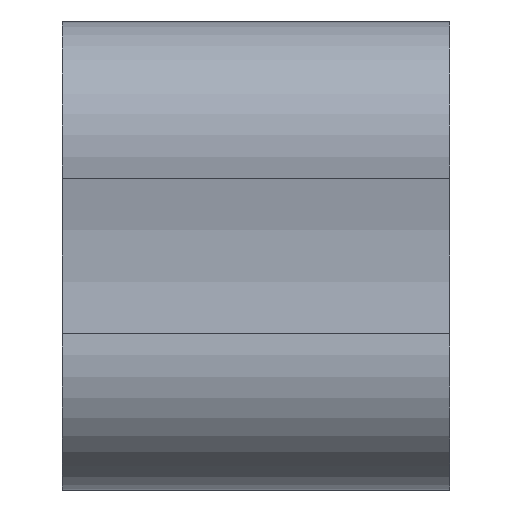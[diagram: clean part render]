
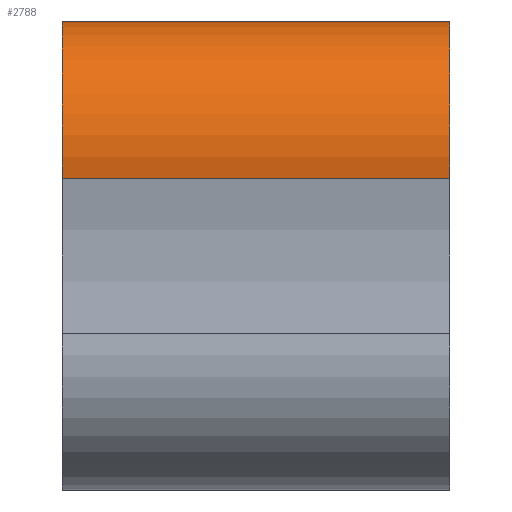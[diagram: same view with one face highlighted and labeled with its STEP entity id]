
A CAD part, left-side view. The second image highlights one B-rep face of the part: STEP entity #2788.
In plain terms, the highlighted cylindrical face has radius 13.543 mm (diameter 27.085 mm), a partial arc.
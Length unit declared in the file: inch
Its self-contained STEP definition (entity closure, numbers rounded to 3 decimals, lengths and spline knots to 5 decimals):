
#272=FACE_OUTER_BOUND('',#538,.T.);
#538=EDGE_LOOP('',(#2381,#2382,#2383,#2384));
#674=LINE('',#4848,#806);
#675=LINE('',#4854,#807);
#806=VECTOR('',#4025,0.3937);
#807=VECTOR('',#4032,0.3937);
#1051=CIRCLE('',#3167,0.53317);
#1052=CIRCLE('',#3168,0.53317);
#1314=VERTEX_POINT('',#4842);
#1316=VERTEX_POINT('',#4846);
#1317=VERTEX_POINT('',#4850);
#1318=VERTEX_POINT('',#4852);
#1692=EDGE_CURVE('',#1314,#1316,#674,.T.);
#1693=EDGE_CURVE('',#1317,#1314,#1051,.T.);
#1694=EDGE_CURVE('',#1318,#1316,#1052,.T.);
#1695=EDGE_CURVE('',#1317,#1318,#675,.T.);
#2381=ORIENTED_EDGE('',*,*,#1693,.T.);
#2382=ORIENTED_EDGE('',*,*,#1692,.T.);
#2383=ORIENTED_EDGE('',*,*,#1694,.F.);
#2384=ORIENTED_EDGE('',*,*,#1695,.F.);
#2654=CYLINDRICAL_SURFACE('',#3166,0.53317);
#2788=ADVANCED_FACE('',(#272),#2654,.T.);
#3166=AXIS2_PLACEMENT_3D('',#4849,#4026,#4027);
#3167=AXIS2_PLACEMENT_3D('',#4851,#4028,#4029);
#3168=AXIS2_PLACEMENT_3D('',#4853,#4030,#4031);
#4025=DIRECTION('',(0.,1.,0.));
#4026=DIRECTION('center_axis',(0.,1.,0.));
#4027=DIRECTION('ref_axis',(-0.978,0.,-0.21));
#4028=DIRECTION('center_axis',(0.,1.,0.));
#4029=DIRECTION('ref_axis',(-0.978,0.,-0.21));
#4030=DIRECTION('center_axis',(0.,1.,0.));
#4031=DIRECTION('ref_axis',(-0.978,0.,-0.21));
#4032=DIRECTION('',(0.,1.,0.));
#4842=CARTESIAN_POINT('',(-2.27714,1.12269,5.50499));
#4846=CARTESIAN_POINT('',(-2.27714,2.72269,5.50499));
#4848=CARTESIAN_POINT('',(-2.27714,1.12269,5.50499));
#4849=CARTESIAN_POINT('Origin',(-2.38907,1.12269,4.9837));
#4850=CARTESIAN_POINT('',(-2.91036,1.12269,4.87177));
#4851=CARTESIAN_POINT('Origin',(-2.38907,1.12269,4.9837));
#4852=CARTESIAN_POINT('',(-2.91036,2.72269,4.87177));
#4853=CARTESIAN_POINT('Origin',(-2.38907,2.72269,4.9837));
#4854=CARTESIAN_POINT('',(-2.91036,1.12269,4.87177));
